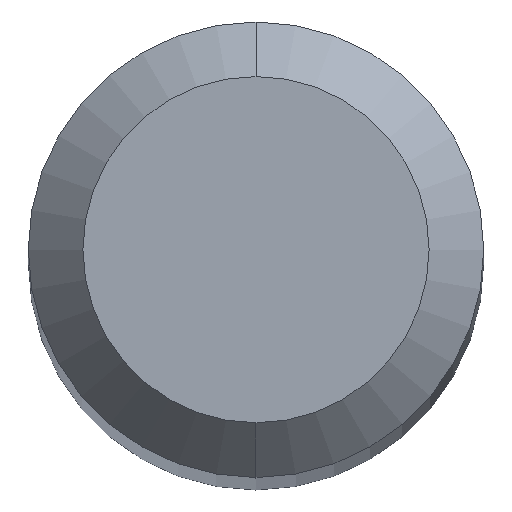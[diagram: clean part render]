
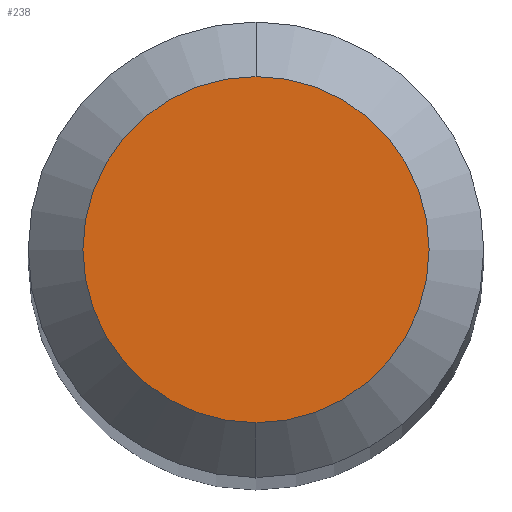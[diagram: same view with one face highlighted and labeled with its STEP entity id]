
A CAD part, top view. The second image highlights one B-rep face of the part: STEP entity #238.
In plain terms, the highlighted planar face has unit normal (0, 0, 1).
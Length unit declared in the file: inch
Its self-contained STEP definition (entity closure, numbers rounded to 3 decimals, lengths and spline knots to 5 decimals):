
#16 = CARTESIAN_POINT ( 'NONE',  ( 0., 0.0475, 0. ) ) ;
#31 = EDGE_CURVE ( 'NONE', #387, #565, #121, .T. ) ;
#61 = CARTESIAN_POINT ( 'NONE',  ( 0., 0.0475, 0. ) ) ;
#66 = CIRCLE ( 'NONE', #302, 0.0475 ) ;
#93 = DIRECTION ( 'NONE',  ( 0., 0., -1. ) ) ;
#94 = AXIS2_PLACEMENT_3D ( 'NONE', #16, #93, #267 ) ;
#121 = CIRCLE ( 'NONE', #419, 0.0475 ) ;
#191 = CARTESIAN_POINT ( 'NONE',  ( 0., 0., 0. ) ) ;
#235 = CARTESIAN_POINT ( 'NONE',  ( 0., -0.0475, 0. ) ) ;
#238 = ADVANCED_FACE ( 'NONE', ( #464 ), #409, .F. ) ;
#245 = DIRECTION ( 'NONE',  ( 0., 0., 1. ) ) ;
#267 = DIRECTION ( 'NONE',  ( 0., 1., 0. ) ) ;
#274 = ORIENTED_EDGE ( 'NONE', *, *, #31, .T. ) ;
#287 = DIRECTION ( 'NONE',  ( 0., -1., 0. ) ) ;
#302 = AXIS2_PLACEMENT_3D ( 'NONE', #191, #245, #287 ) ;
#307 = CARTESIAN_POINT ( 'NONE',  ( 0., 0., 0. ) ) ;
#309 = EDGE_LOOP ( 'NONE', ( #358, #274 ) ) ;
#349 = DIRECTION ( 'NONE',  ( 0., -1., 0. ) ) ;
#358 = ORIENTED_EDGE ( 'NONE', *, *, #416, .T. ) ;
#373 = DIRECTION ( 'NONE',  ( 0., 0., 1. ) ) ;
#387 = VERTEX_POINT ( 'NONE', #235 ) ;
#409 = PLANE ( 'NONE',  #94 ) ;
#416 = EDGE_CURVE ( 'NONE', #565, #387, #66, .T. ) ;
#419 = AXIS2_PLACEMENT_3D ( 'NONE', #307, #373, #349 ) ;
#464 = FACE_OUTER_BOUND ( 'NONE', #309, .T. ) ;
#565 = VERTEX_POINT ( 'NONE', #61 ) ;
